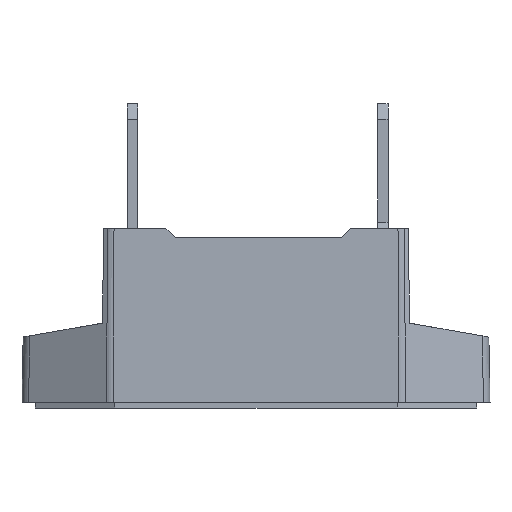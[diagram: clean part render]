
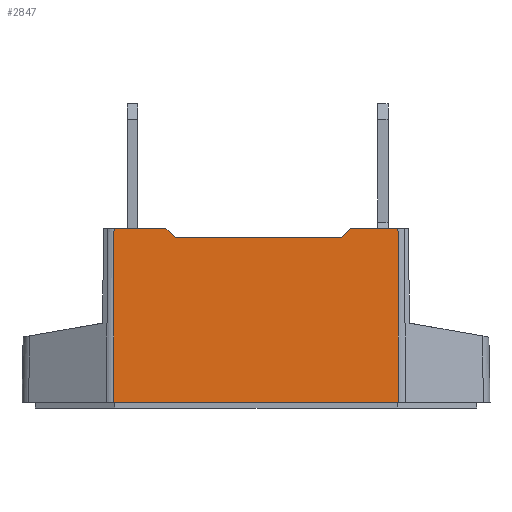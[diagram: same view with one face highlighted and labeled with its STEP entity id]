
A CAD part, left-side view. The second image highlights one B-rep face of the part: STEP entity #2847.
In plain terms, the highlighted planar face has unit normal (-1, 0, 0.018).
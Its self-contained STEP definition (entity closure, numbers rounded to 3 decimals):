
#947=CARTESIAN_POINT('',(-10.553,-10.865,0.45));
#948=VERTEX_POINT('',#947);
#956=CARTESIAN_POINT('',(-10.553,10.865,0.45));
#957=VERTEX_POINT('',#956);
#958=CARTESIAN_POINT('',(-10.553,10.865,0.45));
#959=DIRECTION('',(0.0,-1.0,0.0));
#960=VECTOR('',#959,21.729);
#961=LINE('',#958,#960);
#962=EDGE_CURVE('',#948,#957,#961,.F.);
#2774=CARTESIAN_POINT('',(-10.323,10.803,13.65));
#2775=VERTEX_POINT('',#2774);
#2776=CARTESIAN_POINT('',(-10.553,10.865,0.45));
#2777=DIRECTION('',(0.017,-0.005,1.));
#2778=VECTOR('',#2777,13.202);
#2779=LINE('',#2776,#2778);
#2780=EDGE_CURVE('',#957,#2775,#2779,.T.);
#2792=CARTESIAN_POINT('',(-10.55,-11.132,0.65));
#2793=DIRECTION('',(-1.,0.,0.017));
#2794=DIRECTION('',(-0.017,0.,-1.));
#2795=AXIS2_PLACEMENT_3D('',#2792,#2793,#2794);
#2796=PLANE('',#2795);
#2797=CARTESIAN_POINT('',(-10.323,6.85,13.65));
#2798=VERTEX_POINT('',#2797);
#2799=CARTESIAN_POINT('',(-10.335,6.15,12.95));
#2800=VERTEX_POINT('',#2799);
#2801=CARTESIAN_POINT('',(-10.323,6.85,13.65));
#2802=DIRECTION('',(-0.012,-0.707,-0.707));
#2803=VECTOR('',#2802,0.99);
#2804=LINE('',#2801,#2803);
#2805=EDGE_CURVE('',#2798,#2800,#2804,.T.);
#2806=ORIENTED_EDGE('',*,*,#2805,.F.);
#2807=CARTESIAN_POINT('',(-10.323,6.85,13.65));
#2808=DIRECTION('',(0.,1.0,0.0));
#2809=VECTOR('',#2808,3.953);
#2810=LINE('',#2807,#2809);
#2811=EDGE_CURVE('',#2798,#2775,#2810,.T.);
#2812=ORIENTED_EDGE('',*,*,#2811,.T.);
#2813=ORIENTED_EDGE('',*,*,#2780,.F.);
#2814=ORIENTED_EDGE('',*,*,#962,.F.);
#2815=CARTESIAN_POINT('',(-10.323,-10.803,13.65));
#2816=VERTEX_POINT('',#2815);
#2817=CARTESIAN_POINT('',(-10.323,-10.803,13.65));
#2818=DIRECTION('',(-0.017,-0.005,-1.));
#2819=VECTOR('',#2818,13.202);
#2820=LINE('',#2817,#2819);
#2821=EDGE_CURVE('',#2816,#948,#2820,.T.);
#2822=ORIENTED_EDGE('',*,*,#2821,.F.);
#2823=CARTESIAN_POINT('',(-10.323,-7.2,13.65));
#2824=VERTEX_POINT('',#2823);
#2825=CARTESIAN_POINT('',(-10.323,-7.2,13.65));
#2826=DIRECTION('',(0.,-1.0,0.0));
#2827=VECTOR('',#2826,3.603);
#2828=LINE('',#2825,#2827);
#2829=EDGE_CURVE('',#2824,#2816,#2828,.T.);
#2830=ORIENTED_EDGE('',*,*,#2829,.F.);
#2831=CARTESIAN_POINT('',(-10.335,-6.5,12.95));
#2832=VERTEX_POINT('',#2831);
#2833=CARTESIAN_POINT('',(-10.323,-7.2,13.65));
#2834=DIRECTION('',(-0.012,0.707,-0.707));
#2835=VECTOR('',#2834,0.99);
#2836=LINE('',#2833,#2835);
#2837=EDGE_CURVE('',#2824,#2832,#2836,.T.);
#2838=ORIENTED_EDGE('',*,*,#2837,.T.);
#2839=CARTESIAN_POINT('',(-10.335,6.15,12.95));
#2840=DIRECTION('',(0.0,-1.0,0.0));
#2841=VECTOR('',#2840,12.65);
#2842=LINE('',#2839,#2841);
#2843=EDGE_CURVE('',#2800,#2832,#2842,.T.);
#2844=ORIENTED_EDGE('',*,*,#2843,.F.);
#2845=EDGE_LOOP('',(#2806,#2812,#2813,#2814,#2822,#2830,#2838,#2844));
#2846=FACE_OUTER_BOUND('',#2845,.T.);
#2847=ADVANCED_FACE('',(#2846),#2796,.T.);
